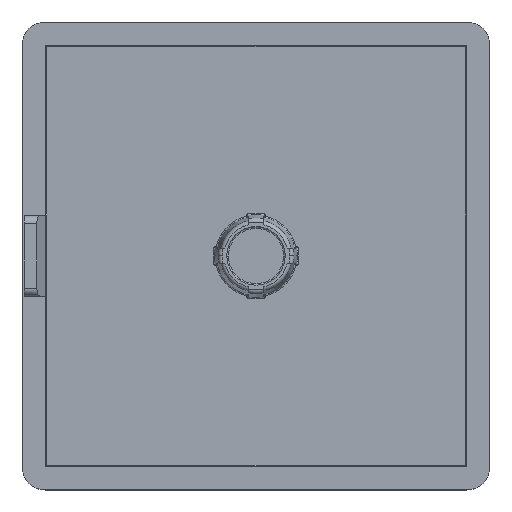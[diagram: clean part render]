
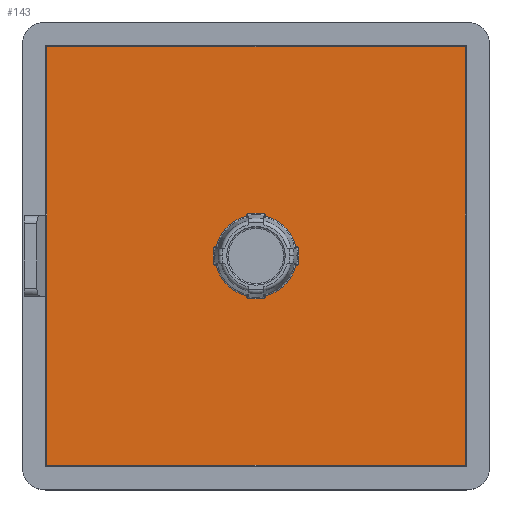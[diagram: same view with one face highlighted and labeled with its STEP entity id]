
A CAD part, top view. The second image highlights one B-rep face of the part: STEP entity #143.
In plain terms, the highlighted planar face has unit normal (0, 0, 1).
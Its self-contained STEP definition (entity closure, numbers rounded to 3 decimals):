
#143=ADVANCED_FACE('NONE',(#365,#366),#367,.T.);
#365=FACE_OUTER_BOUND('',#664,.T.);
#366=FACE_BOUND('',#665,.T.);
#367=PLANE('',#666);
#664=EDGE_LOOP('',(#1023,#1024,#1025,#1026));
#665=EDGE_LOOP('',(#1027,#1028,#1029,#1030,#1031,#1032,#1033,#1034,#1035,#1036,#1037,#1038,#1039,#1040,#1041,#1042,#1043,#1044));
#666=AXIS2_PLACEMENT_3D('',#1045,#1046,#1047);
#1023=ORIENTED_EDGE('',*,*,#1833,.T.);
#1024=ORIENTED_EDGE('',*,*,#1834,.T.);
#1025=ORIENTED_EDGE('',*,*,#1835,.T.);
#1026=ORIENTED_EDGE('',*,*,#1836,.T.);
#1027=ORIENTED_EDGE('',*,*,#1837,.T.);
#1028=ORIENTED_EDGE('',*,*,#1805,.T.);
#1029=ORIENTED_EDGE('',*,*,#1838,.T.);
#1030=ORIENTED_EDGE('',*,*,#1839,.T.);
#1031=ORIENTED_EDGE('',*,*,#1840,.T.);
#1032=ORIENTED_EDGE('',*,*,#1841,.T.);
#1033=ORIENTED_EDGE('',*,*,#1842,.T.);
#1034=ORIENTED_EDGE('',*,*,#1843,.T.);
#1035=ORIENTED_EDGE('',*,*,#1844,.T.);
#1036=ORIENTED_EDGE('',*,*,#1845,.T.);
#1037=ORIENTED_EDGE('',*,*,#1846,.T.);
#1038=ORIENTED_EDGE('',*,*,#1783,.T.);
#1039=ORIENTED_EDGE('',*,*,#1847,.T.);
#1040=ORIENTED_EDGE('',*,*,#1848,.T.);
#1041=ORIENTED_EDGE('',*,*,#1849,.T.);
#1042=ORIENTED_EDGE('',*,*,#1850,.T.);
#1043=ORIENTED_EDGE('',*,*,#1851,.T.);
#1044=ORIENTED_EDGE('',*,*,#1852,.T.);
#1045=CARTESIAN_POINT('',(-27.0,-27.0,3.0));
#1046=DIRECTION('',(-0.0,0.0,1.0));
#1047=DIRECTION('',(1.0,0.0,0.0));
#1783=EDGE_CURVE('NONE',#2117,#2121,#2123,.T.);
#1805=EDGE_CURVE('NONE',#2158,#2156,#2159,.T.);
#1833=EDGE_CURVE('NONE',#2206,#2207,#2208,.T.);
#1834=EDGE_CURVE('NONE',#2207,#2209,#2210,.T.);
#1835=EDGE_CURVE('NONE',#2209,#2211,#2212,.T.);
#1836=EDGE_CURVE('NONE',#2211,#2206,#2213,.T.);
#1837=EDGE_CURVE('NONE',#2214,#2158,#2215,.T.);
#1838=EDGE_CURVE('NONE',#2156,#2216,#2217,.T.);
#1839=EDGE_CURVE('NONE',#2216,#2218,#2219,.T.);
#1840=EDGE_CURVE('NONE',#2218,#2220,#2221,.T.);
#1841=EDGE_CURVE('NONE',#2220,#2222,#2223,.T.);
#1842=EDGE_CURVE('NONE',#2222,#2224,#2225,.T.);
#1843=EDGE_CURVE('NONE',#2224,#2226,#2227,.T.);
#1844=EDGE_CURVE('NONE',#2226,#2228,#2229,.T.);
#1845=EDGE_CURVE('NONE',#2228,#2230,#2231,.T.);
#1846=EDGE_CURVE('NONE',#2230,#2117,#2232,.T.);
#1847=EDGE_CURVE('NONE',#2121,#2233,#2234,.T.);
#1848=EDGE_CURVE('NONE',#2233,#2235,#2236,.T.);
#1849=EDGE_CURVE('NONE',#2235,#2237,#2238,.T.);
#1850=EDGE_CURVE('NONE',#2237,#2239,#2240,.T.);
#1851=EDGE_CURVE('NONE',#2239,#2241,#2242,.T.);
#1852=EDGE_CURVE('NONE',#2241,#2214,#2243,.T.);
#2117=VERTEX_POINT('',#2594);
#2121=VERTEX_POINT('NONE',#2598);
#2123=CIRCLE('',#2605,5.5);
#2156=VERTEX_POINT('NONE',#2649);
#2158=VERTEX_POINT('NONE',#2651);
#2159=CIRCLE('',#2652,5.5);
#2206=VERTEX_POINT('NONE',#2720);
#2207=VERTEX_POINT('NONE',#2721);
#2208=LINE('',#2722,#2723);
#2209=VERTEX_POINT('NONE',#2724);
#2210=LINE('',#2725,#2726);
#2211=VERTEX_POINT('NONE',#2727);
#2212=LINE('',#2728,#2729);
#2213=LINE('',#2730,#2731);
#2214=VERTEX_POINT('NONE',#2732);
#2215=LINE('',#2733,#2734);
#2216=VERTEX_POINT('NONE',#2735);
#2217=CIRCLE('',#2736,5.5);
#2218=VERTEX_POINT('NONE',#2737);
#2219=LINE('',#2738,#2739);
#2220=VERTEX_POINT('NONE',#2740);
#2221=CIRCLE('',#2741,5.25);
#2222=VERTEX_POINT('NONE',#2742);
#2223=LINE('',#2743,#2744);
#2224=VERTEX_POINT('NONE',#2745);
#2225=CIRCLE('',#2746,5.5);
#2226=VERTEX_POINT('NONE',#2747);
#2227=LINE('',#2748,#2749);
#2228=VERTEX_POINT('NONE',#2750);
#2229=CIRCLE('',#2751,5.25);
#2230=VERTEX_POINT('NONE',#2752);
#2231=LINE('',#2753,#2754);
#2232=CIRCLE('',#2755,5.5);
#2233=VERTEX_POINT('NONE',#2756);
#2234=LINE('',#2757,#2758);
#2235=VERTEX_POINT('NONE',#2759);
#2236=CIRCLE('',#2760,5.25);
#2237=VERTEX_POINT('NONE',#2761);
#2238=LINE('',#2762,#2763);
#2239=VERTEX_POINT('NONE',#2764);
#2240=CIRCLE('',#2765,5.5);
#2241=VERTEX_POINT('NONE',#2766);
#2242=LINE('',#2767,#2768);
#2243=CIRCLE('',#2769,5.25);
#2594=CARTESIAN_POINT('',(-5.5,0.,3.0));
#2598=CARTESIAN_POINT('',(-5.367,1.2,3.0));
#2605=AXIS2_PLACEMENT_3D('',#3420,#3421,#3422);
#2649=CARTESIAN_POINT('',(5.5,0.0,3.0));
#2651=CARTESIAN_POINT('',(5.367,1.2,3.0));
#2652=AXIS2_PLACEMENT_3D('',#3459,#3460,#3461);
#2720=CARTESIAN_POINT('',(26.8,-26.8,3.0));
#2721=CARTESIAN_POINT('',(26.8,26.8,3.0));
#2722=CARTESIAN_POINT('',(26.8,-27.0,3.0));
#2723=VECTOR('',#3496,1000.0);
#2724=CARTESIAN_POINT('',(-26.8,26.8,3.0));
#2725=CARTESIAN_POINT('',(-27.0,26.8,3.0));
#2726=VECTOR('',#3497,1000.0);
#2727=CARTESIAN_POINT('',(-26.8,-26.8,3.0));
#2728=CARTESIAN_POINT('',(-26.8,-27.0,3.0));
#2729=VECTOR('',#3498,1000.0);
#2730=CARTESIAN_POINT('',(-27.0,-26.8,3.0));
#2731=VECTOR('',#3499,1000.0);
#2732=CARTESIAN_POINT('',(5.111,1.2,3.0));
#2733=CARTESIAN_POINT('',(-27.0,1.2,3.0));
#2734=VECTOR('',#3500,1000.0);
#2735=CARTESIAN_POINT('',(5.367,-1.2,3.0));
#2736=AXIS2_PLACEMENT_3D('',#3501,#3502,#3503);
#2737=CARTESIAN_POINT('',(5.111,-1.2,3.0));
#2738=CARTESIAN_POINT('',(-27.0,-1.2,3.0));
#2739=VECTOR('',#3504,1000.0);
#2740=CARTESIAN_POINT('',(1.2,-5.111,3.0));
#2741=AXIS2_PLACEMENT_3D('',#3505,#3506,#3507);
#2742=CARTESIAN_POINT('',(1.2,-5.367,3.0));
#2743=CARTESIAN_POINT('',(1.2,-27.0,3.0));
#2744=VECTOR('',#3508,1000.0);
#2745=CARTESIAN_POINT('',(-1.2,-5.367,3.0));
#2746=AXIS2_PLACEMENT_3D('',#3509,#3510,#3511);
#2747=CARTESIAN_POINT('',(-1.2,-5.111,3.0));
#2748=CARTESIAN_POINT('',(-1.2,-27.0,3.0));
#2749=VECTOR('',#3512,1000.0);
#2750=CARTESIAN_POINT('',(-5.111,-1.2,3.0));
#2751=AXIS2_PLACEMENT_3D('',#3513,#3514,#3515);
#2752=CARTESIAN_POINT('',(-5.367,-1.2,3.0));
#2753=CARTESIAN_POINT('',(-27.0,-1.2,3.0));
#2754=VECTOR('',#3516,1000.0);
#2755=AXIS2_PLACEMENT_3D('',#3517,#3518,#3519);
#2756=CARTESIAN_POINT('',(-5.111,1.2,3.0));
#2757=CARTESIAN_POINT('',(-27.0,1.2,3.0));
#2758=VECTOR('',#3520,1000.0);
#2759=CARTESIAN_POINT('',(-1.2,5.111,3.0));
#2760=AXIS2_PLACEMENT_3D('',#3521,#3522,#3523);
#2761=CARTESIAN_POINT('',(-1.2,5.367,3.0));
#2762=CARTESIAN_POINT('',(-1.2,-27.0,3.0));
#2763=VECTOR('',#3524,1000.0);
#2764=CARTESIAN_POINT('',(1.2,5.367,3.0));
#2765=AXIS2_PLACEMENT_3D('',#3525,#3526,#3527);
#2766=CARTESIAN_POINT('',(1.2,5.111,3.0));
#2767=CARTESIAN_POINT('',(1.2,-27.0,3.0));
#2768=VECTOR('',#3528,1000.0);
#2769=AXIS2_PLACEMENT_3D('',#3529,#3530,#3531);
#3420=CARTESIAN_POINT('',(0.0,0.0,3.0));
#3421=DIRECTION('',(0.0,0.0,-1.0));
#3422=DIRECTION('',(1.0,0.,0.0));
#3459=CARTESIAN_POINT('',(0.0,0.0,3.0));
#3460=DIRECTION('',(0.0,-0.0,-1.0));
#3461=DIRECTION('',(1.0,0.,0.0));
#3496=DIRECTION('',(0.,1.0,0.0));
#3497=DIRECTION('',(-1.0,0.0,0.0));
#3498=DIRECTION('',(0.,-1.0,0.0));
#3499=DIRECTION('',(1.0,0.,0.0));
#3500=DIRECTION('',(1.0,-0.0,-0.0));
#3501=CARTESIAN_POINT('',(0.0,0.0,3.0));
#3502=DIRECTION('',(0.0,0.0,-1.0));
#3503=DIRECTION('',(1.0,0.0,0.0));
#3504=DIRECTION('',(-1.0,-0.0,-0.0));
#3505=CARTESIAN_POINT('',(0.0,0.0,3.0));
#3506=DIRECTION('',(0.0,0.0,-1.0));
#3507=DIRECTION('',(1.0,0.0,0.0));
#3508=DIRECTION('',(0.,-1.0,-0.0));
#3509=CARTESIAN_POINT('',(0.0,0.0,3.0));
#3510=DIRECTION('',(0.0,0.0,-1.0));
#3511=DIRECTION('',(1.0,0.0,0.0));
#3512=DIRECTION('',(-0.0,1.0,-0.0));
#3513=CARTESIAN_POINT('',(0.0,0.0,3.0));
#3514=DIRECTION('',(0.0,0.0,-1.0));
#3515=DIRECTION('',(1.0,0.0,0.0));
#3516=DIRECTION('',(-1.0,-0.0,-0.0));
#3517=CARTESIAN_POINT('',(0.0,0.0,3.0));
#3518=DIRECTION('',(0.0,0.0,-1.0));
#3519=DIRECTION('',(1.0,0.,0.0));
#3520=DIRECTION('',(1.0,-0.0,-0.0));
#3521=CARTESIAN_POINT('',(0.0,0.0,3.0));
#3522=DIRECTION('',(0.0,0.0,-1.0));
#3523=DIRECTION('',(1.0,0.0,0.0));
#3524=DIRECTION('',(-0.0,1.0,-0.0));
#3525=CARTESIAN_POINT('',(0.0,0.0,3.0));
#3526=DIRECTION('',(0.0,0.0,-1.0));
#3527=DIRECTION('',(1.0,0.,0.0));
#3528=DIRECTION('',(0.,-1.0,-0.0));
#3529=CARTESIAN_POINT('',(0.0,0.0,3.0));
#3530=DIRECTION('',(0.0,0.0,-1.0));
#3531=DIRECTION('',(1.0,0.,0.0));
